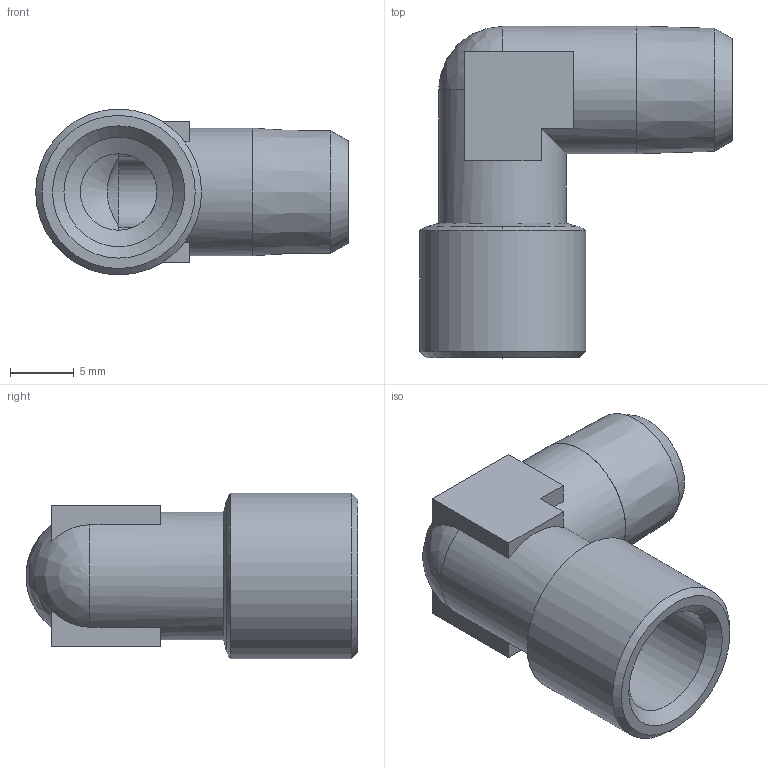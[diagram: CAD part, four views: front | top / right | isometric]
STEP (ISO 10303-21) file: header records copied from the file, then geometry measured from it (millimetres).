
FILE_DESCRIPTION (( 'STEP AP214' ), '1' );
FILE_NAME ('0502000010200A.STEP', '2013-08-07T14:59:46', ( 'ST01' ), ( '' ), 'SwSTEP 2.0', 'SolidWorks 2012', '' );
FILE_SCHEMA (( 'AUTOMOTIVE_DESIGN' ));
Length unit declared in the file: millimetre
Products named in the file (1): 0502000010200A
Bounding box: 24.5 x 26.01 x 13 mm (x, y, z)
Volume: 2376.1 mm3; surface area: 2271.4 mm2
Topology: 1 solids, 1 shells, 37 faces, 93 edges, 57 vertices
Faces by surface type: plane 16, cone 12, cylinder 6, bspline 3
Full cylindrical faces by diameter (mm): 5.5 x1, 6 x1, 8.566 x1, 10 x2, 13 x1
Entity records: 1128 total; most frequent: CARTESIAN_POINT 309, DIRECTION 164, ORIENTED_EDGE 146, EDGE_CURVE 73, AXIS2_PLACEMENT_3D 65, EDGE_LOOP 53, VERTEX_POINT 52, FACE_OUTER_BOUND 43
